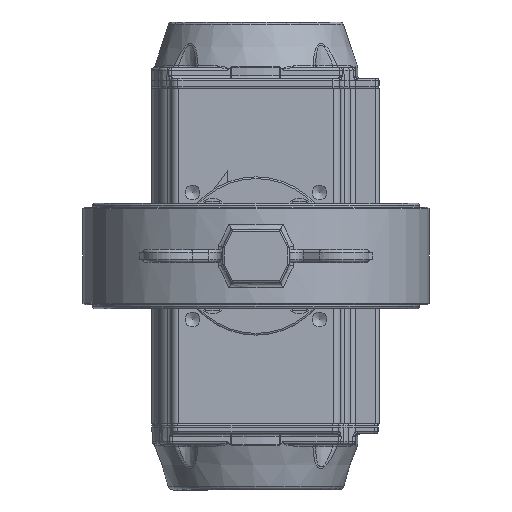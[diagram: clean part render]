
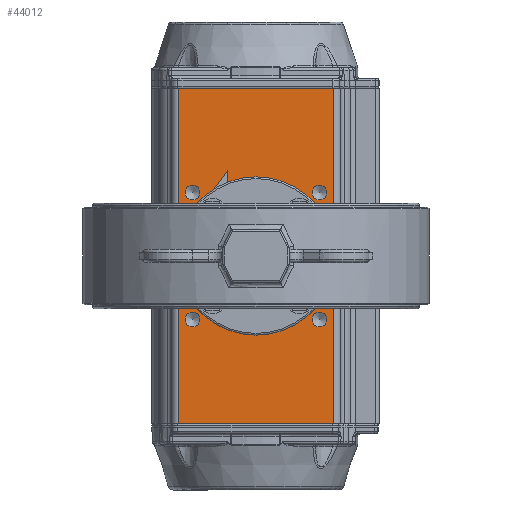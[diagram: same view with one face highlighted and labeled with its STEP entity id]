
A CAD part, front view. The second image highlights one B-rep face of the part: STEP entity #44012.
In plain terms, the highlighted planar face has unit normal (0, -1, 0).
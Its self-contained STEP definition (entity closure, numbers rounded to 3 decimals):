
#3939=PLANE('',#47957);
#5450=LINE('',#73942,#8001);
#5451=LINE('',#73944,#8002);
#5452=LINE('',#73946,#8003);
#5453=LINE('',#73948,#8004);
#8001=VECTOR('',#54368,1000.);
#8002=VECTOR('',#54371,1000.);
#8003=VECTOR('',#54372,1000.);
#8004=VECTOR('',#54373,1000.);
#13491=ORIENTED_EDGE('',*,*,#24846,.F.);
#13492=ORIENTED_EDGE('',*,*,#24845,.T.);
#13493=ORIENTED_EDGE('',*,*,#24847,.T.);
#13494=ORIENTED_EDGE('',*,*,#24848,.F.);
#13495=ORIENTED_EDGE('',*,*,#24849,.T.);
#13496=ORIENTED_EDGE('',*,*,#24850,.T.);
#13497=ORIENTED_EDGE('',*,*,#24851,.T.);
#13498=ORIENTED_EDGE('',*,*,#24852,.T.);
#13499=ORIENTED_EDGE('',*,*,#24853,.T.);
#13500=ORIENTED_EDGE('',*,*,#24854,.T.);
#13501=ORIENTED_EDGE('',*,*,#24855,.T.);
#13502=ORIENTED_EDGE('',*,*,#24856,.T.);
#13503=ORIENTED_EDGE('',*,*,#24857,.T.);
#24845=EDGE_CURVE('',#30855,#30857,#5450,.T.);
#24846=EDGE_CURVE('',#30855,#30858,#5451,.T.);
#24847=EDGE_CURVE('',#30857,#30859,#5452,.T.);
#24848=EDGE_CURVE('',#30858,#30859,#5453,.T.);
#24849=EDGE_CURVE('',#30860,#30860,#34416,.T.);
#24850=EDGE_CURVE('',#30861,#30861,#34417,.T.);
#24851=EDGE_CURVE('',#30862,#30862,#34418,.T.);
#24852=EDGE_CURVE('',#30863,#30863,#34419,.T.);
#24853=EDGE_CURVE('',#30864,#30864,#34420,.T.);
#24854=EDGE_CURVE('',#30865,#30865,#34421,.T.);
#24855=EDGE_CURVE('',#30866,#30866,#34422,.T.);
#24856=EDGE_CURVE('',#30867,#30867,#34423,.T.);
#24857=EDGE_CURVE('',#30868,#30868,#34424,.T.);
#30855=VERTEX_POINT('',#73937);
#30857=VERTEX_POINT('',#73941);
#30858=VERTEX_POINT('',#73945);
#30859=VERTEX_POINT('',#73947);
#30860=VERTEX_POINT('',#73950);
#30861=VERTEX_POINT('',#73952);
#30862=VERTEX_POINT('',#73954);
#30863=VERTEX_POINT('',#73956);
#30864=VERTEX_POINT('',#73958);
#30865=VERTEX_POINT('',#73960);
#30866=VERTEX_POINT('',#73962);
#30867=VERTEX_POINT('',#73964);
#30868=VERTEX_POINT('',#73966);
#34416=CIRCLE('',#47958,3.324);
#34417=CIRCLE('',#47959,3.324);
#34418=CIRCLE('',#47960,3.324);
#34419=CIRCLE('',#47961,3.323);
#34420=CIRCLE('',#47962,4.188);
#34421=CIRCLE('',#47963,4.188);
#34422=CIRCLE('',#47964,4.188);
#34423=CIRCLE('',#47965,4.188);
#34424=CIRCLE('',#47966,21.6);
#36795=EDGE_LOOP('',(#13491,#13492,#13493,#13494));
#36796=EDGE_LOOP('',(#13495));
#36797=EDGE_LOOP('',(#13496));
#36798=EDGE_LOOP('',(#13497));
#36799=EDGE_LOOP('',(#13498));
#36800=EDGE_LOOP('',(#13499));
#36801=EDGE_LOOP('',(#13500));
#36802=EDGE_LOOP('',(#13501));
#36803=EDGE_LOOP('',(#13502));
#36804=EDGE_LOOP('',(#13503));
#40155=FACE_BOUND('',#36795,.T.);
#40156=FACE_BOUND('',#36796,.T.);
#40157=FACE_BOUND('',#36797,.T.);
#40158=FACE_BOUND('',#36798,.T.);
#40159=FACE_BOUND('',#36799,.T.);
#40160=FACE_BOUND('',#36800,.T.);
#40161=FACE_BOUND('',#36801,.T.);
#40162=FACE_BOUND('',#36802,.T.);
#40163=FACE_BOUND('',#36803,.T.);
#40164=FACE_BOUND('',#36804,.T.);
#44012=ADVANCED_FACE('',(#40155,#40156,#40157,#40158,#40159,#40160,#40161,
#40162,#40163,#40164),#3939,.T.);
#47957=AXIS2_PLACEMENT_3D('',#73943,#54369,#54370);
#47958=AXIS2_PLACEMENT_3D('',#73949,#54374,#54375);
#47959=AXIS2_PLACEMENT_3D('',#73951,#54376,#54377);
#47960=AXIS2_PLACEMENT_3D('',#73953,#54378,#54379);
#47961=AXIS2_PLACEMENT_3D('',#73955,#54380,#54381);
#47962=AXIS2_PLACEMENT_3D('',#73957,#54382,#54383);
#47963=AXIS2_PLACEMENT_3D('',#73959,#54384,#54385);
#47964=AXIS2_PLACEMENT_3D('',#73961,#54386,#54387);
#47965=AXIS2_PLACEMENT_3D('',#73963,#54388,#54389);
#47966=AXIS2_PLACEMENT_3D('',#73965,#54390,#54391);
#54368=DIRECTION('',(0.,0.,-1.));
#54369=DIRECTION('',(0.,-1.,0.));
#54370=DIRECTION('',(1.,0.,0.));
#54371=DIRECTION('',(1.,0.,0.));
#54372=DIRECTION('',(1.,0.,0.));
#54373=DIRECTION('',(0.,0.,-1.));
#54374=DIRECTION('',(0.,1.,0.));
#54375=DIRECTION('',(1.,0.,0.));
#54376=DIRECTION('',(0.,1.,0.));
#54377=DIRECTION('',(0.,0.,-1.));
#54378=DIRECTION('',(0.,1.,0.));
#54379=DIRECTION('',(1.,0.,0.));
#54380=DIRECTION('',(0.,1.,0.));
#54381=DIRECTION('',(0.,0.,-1.));
#54382=DIRECTION('',(0.,1.,0.));
#54383=DIRECTION('',(1.,0.,0.));
#54384=DIRECTION('',(0.,1.,0.));
#54385=DIRECTION('',(0.,0.,-1.));
#54386=DIRECTION('',(0.,1.,0.));
#54387=DIRECTION('',(1.,0.,0.));
#54388=DIRECTION('',(0.,1.,0.));
#54389=DIRECTION('',(0.,0.,-1.));
#54390=DIRECTION('',(0.,1.,0.));
#54391=DIRECTION('',(1.,0.,0.));
#73937=CARTESIAN_POINT('',(-44.,-68.,190.));
#73941=CARTESIAN_POINT('',(-44.,-68.,0.));
#73942=CARTESIAN_POINT('',(-44.,-68.,0.));
#73943=CARTESIAN_POINT('',(-44.,-68.,0.));
#73944=CARTESIAN_POINT('',(6.471,-68.,190.));
#73945=CARTESIAN_POINT('',(44.,-68.,190.));
#73946=CARTESIAN_POINT('',(6.471,-68.,0.));
#73947=CARTESIAN_POINT('',(44.,-68.,0.));
#73948=CARTESIAN_POINT('',(44.,-68.,0.));
#73949=CARTESIAN_POINT('',(24.749,-68.,119.749));
#73950=CARTESIAN_POINT('',(28.072,-68.,119.749));
#73951=CARTESIAN_POINT('',(24.749,-68.,70.251));
#73952=CARTESIAN_POINT('',(24.749,-68.,66.928));
#73953=CARTESIAN_POINT('',(-24.749,-68.,70.251));
#73954=CARTESIAN_POINT('',(-21.425,-68.,70.251));
#73955=CARTESIAN_POINT('',(-24.749,-68.,119.749));
#73956=CARTESIAN_POINT('',(-24.749,-68.,116.425));
#73957=CARTESIAN_POINT('',(36.062,-68.,131.062));
#73958=CARTESIAN_POINT('',(40.25,-68.,131.062));
#73959=CARTESIAN_POINT('',(36.062,-68.,58.938));
#73960=CARTESIAN_POINT('',(36.062,-68.,54.75));
#73961=CARTESIAN_POINT('',(-36.062,-68.,58.938));
#73962=CARTESIAN_POINT('',(-31.874,-68.,58.938));
#73963=CARTESIAN_POINT('',(-36.062,-68.,131.062));
#73964=CARTESIAN_POINT('',(-36.062,-68.,126.874));
#73965=CARTESIAN_POINT('',(0.,-68.,95.));
#73966=CARTESIAN_POINT('',(21.6,-68.,95.));
